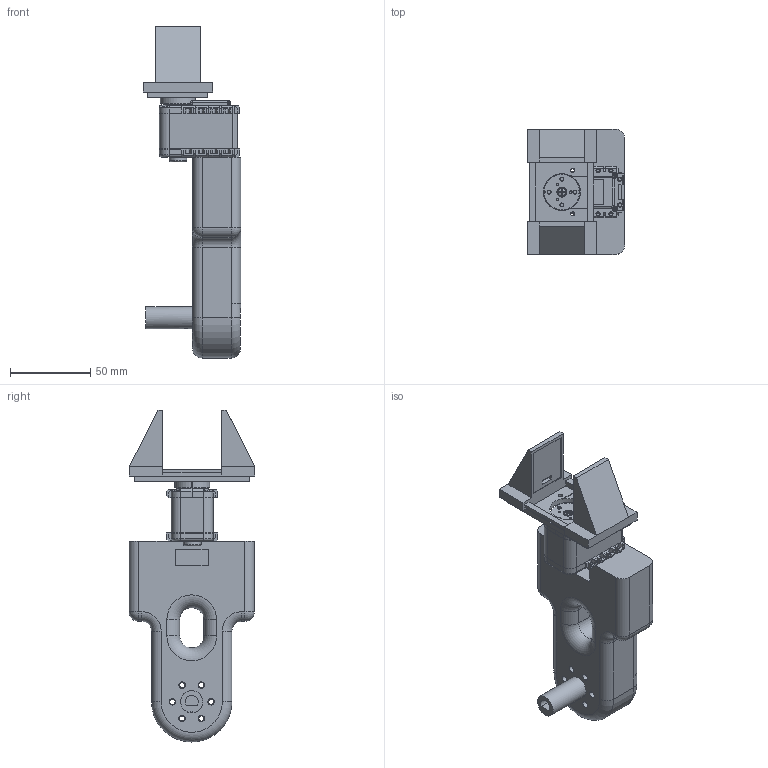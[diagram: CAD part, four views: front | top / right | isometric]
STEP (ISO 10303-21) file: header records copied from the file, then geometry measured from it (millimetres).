
FILE_DESCRIPTION(/* description */ (''),/* implementation_level */ '2;1');
FILE_NAME(/* name */ 'Eslabon3_Prueba1_ipt_22cc1d68.STEP',/* time_stamp */ '2022-04-07T00:24:40-05:00',/* author */ ('Alcatraz'),/* organization */ (''),/* preprocessor_version */ 'ST-DEVELOPER v18.1',/* originating_system */ 'Autodesk Inventor 2021',/* authorisation */ '');
FILE_SCHEMA (('AUTOMOTIVE_DESIGN { 1 0 10303 214 3 1 1 }'));
Length unit declared in the file: millimetre
Products named in the file (1): Eslabon3_Prueba1
Bounding box: 60.61 x 78.33 x 206.49 mm (x, y, z)
Volume: 263754.7 mm3; surface area: 61669.9 mm2
Topology: 2 solids, 12 shells, 1258 faces, 3499 edges, 2284 vertices
Faces by surface type: plane 856, cylinder 275, cone 40, torus 30, bspline 30, sphere 27
Full cylindrical faces by diameter (mm): 0.7 x12, 1.5 x3, 1.6 x6, 1.7 x6, 2.07 x4, 2.1 x4, 2.2 x28, 2.5 x3, 2.6 x1, 3.242 x6, 3.459 x1, 3.5 x4, 4 x14, 5.8 x2, 5.9 x1, 6.5 x1, 7 x6, 8 x1, 9.2 x1, 11 x1, 13.7 x1, 13.736 x1, 18.3 x1, 23 x1, 40 x1, 42 x1
Entity records: 42815 total; most frequent: CARTESIAN_POINT 9490, ORIENTED_EDGE 6974, DIRECTION 6832, EDGE_CURVE 3487, LINE 2418, VECTOR 2418, VERTEX_POINT 2284, AXIS2_PLACEMENT_3D 2207
